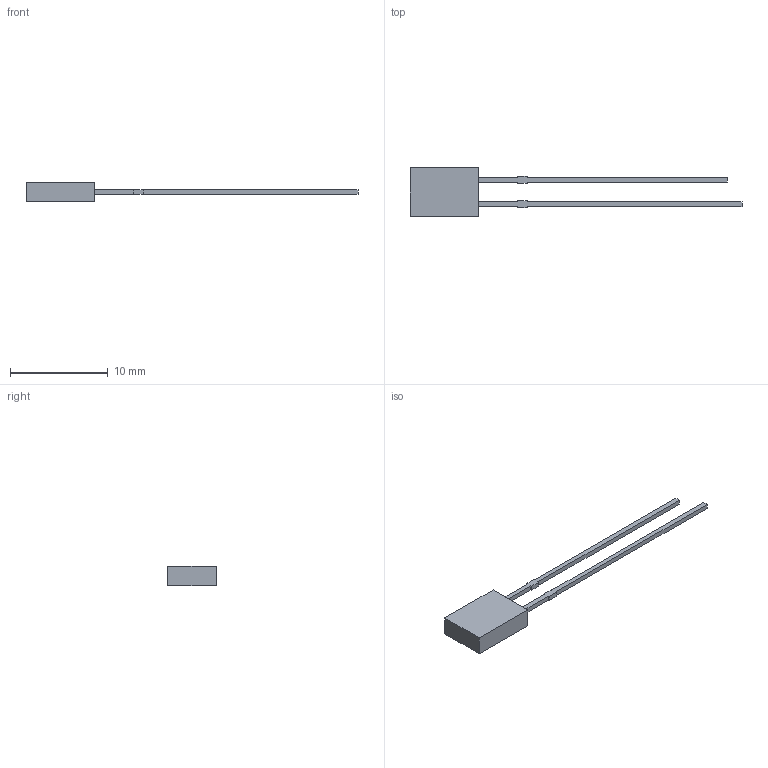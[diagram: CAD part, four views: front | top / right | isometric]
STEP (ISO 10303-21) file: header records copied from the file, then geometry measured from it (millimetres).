
FILE_DESCRIPTION (( 'STEP AP214' ), '1' );
FILE_NAME ('XSxxx18.STEP', '2015-09-10T16:50:52', ( '' ), ( '' ), 'SwSTEP 2.0', 'SolidWorks 2012', '' );
FILE_SCHEMA (( 'AUTOMOTIVE_DESIGN' ));
Length unit declared in the file: millimetre
Products named in the file (1): XSxxx18
Bounding box: 34 x 5 x 2 mm (x, y, z)
Volume: 83.3 mm3; surface area: 224.3 mm2
Topology: 1 solids, 1 shells, 222 faces, 606 edges, 404 vertices
Faces by surface type: plane 154, bspline 68
Entity records: 11994 total; most frequent: CARTESIAN_POINT 4445, ORIENTED_EDGE 1212, DIRECTION 780, EDGE_CURVE 606, VECTOR 470, LINE 470, VERTEX_POINT 404, EDGE_LOOP 240
